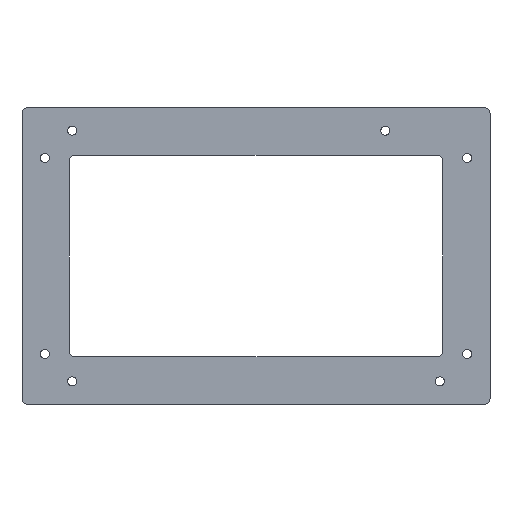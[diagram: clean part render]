
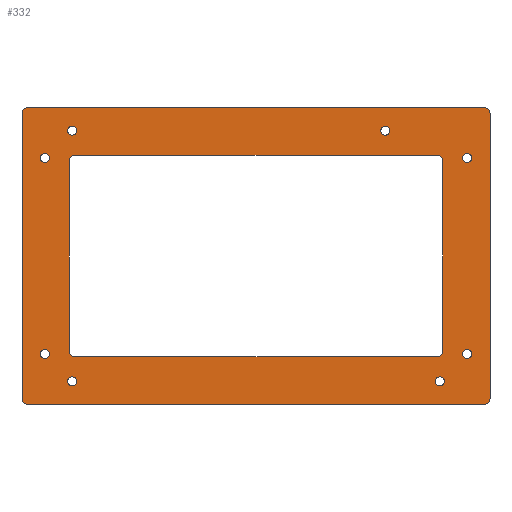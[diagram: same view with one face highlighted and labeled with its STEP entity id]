
A CAD part, front view. The second image highlights one B-rep face of the part: STEP entity #332.
In plain terms, the highlighted planar face has unit normal (0, -1, 0).
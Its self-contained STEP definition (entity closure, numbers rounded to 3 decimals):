
#24 = VERTEX_POINT('',#25);
#25 = CARTESIAN_POINT('',(-85.9,-4.,-52.4));
#31 = EDGE_CURVE('',#24,#32,#34,.T.);
#32 = VERTEX_POINT('',#33);
#33 = CARTESIAN_POINT('',(-85.9,-4.,52.4));
#34 = LINE('',#35,#36);
#35 = CARTESIAN_POINT('',(-85.9,-4.,-52.4));
#36 = VECTOR('',#37,1.);
#37 = DIRECTION('',(0.,0.,1.));
#62 = EDGE_CURVE('',#24,#63,#65,.T.);
#63 = VERTEX_POINT('',#64);
#64 = CARTESIAN_POINT('',(-83.9,-4.,-54.4));
#65 = CIRCLE('',#66,2.);
#66 = AXIS2_PLACEMENT_3D('',#67,#68,#69);
#67 = CARTESIAN_POINT('',(-83.9,-4.,-52.4));
#68 = DIRECTION('',(0.,-1.,0.));
#69 = DIRECTION('',(1.,0.,0.));
#97 = VERTEX_POINT('',#98);
#98 = CARTESIAN_POINT('',(-83.9,-4.,54.4));
#104 = EDGE_CURVE('',#97,#32,#105,.T.);
#105 = CIRCLE('',#106,2.);
#106 = AXIS2_PLACEMENT_3D('',#107,#108,#109);
#107 = CARTESIAN_POINT('',(-83.9,-4.,52.4));
#108 = DIRECTION('',(0.,-1.,0.));
#109 = DIRECTION('',(1.,0.,0.));
#332 = ADVANCED_FACE('',(#333,#378,#389,#400,#411,#422,#433,#444,#514,
    #525),#536,.F.);
#333 = FACE_BOUND('',#334,.F.);
#334 = EDGE_LOOP('',(#335,#336,#337,#345,#354,#362,#371,#377));
#335 = ORIENTED_EDGE('',*,*,#31,.T.);
#336 = ORIENTED_EDGE('',*,*,#104,.F.);
#337 = ORIENTED_EDGE('',*,*,#338,.T.);
#338 = EDGE_CURVE('',#97,#339,#341,.T.);
#339 = VERTEX_POINT('',#340);
#340 = CARTESIAN_POINT('',(83.9,-4.,54.4));
#341 = LINE('',#342,#343);
#342 = CARTESIAN_POINT('',(-83.9,-4.,54.4));
#343 = VECTOR('',#344,1.);
#344 = DIRECTION('',(1.,0.,0.));
#345 = ORIENTED_EDGE('',*,*,#346,.F.);
#346 = EDGE_CURVE('',#347,#339,#349,.T.);
#347 = VERTEX_POINT('',#348);
#348 = CARTESIAN_POINT('',(85.9,-4.,52.4));
#349 = CIRCLE('',#350,2.);
#350 = AXIS2_PLACEMENT_3D('',#351,#352,#353);
#351 = CARTESIAN_POINT('',(83.9,-4.,52.4));
#352 = DIRECTION('',(0.,-1.,0.));
#353 = DIRECTION('',(1.,0.,0.));
#354 = ORIENTED_EDGE('',*,*,#355,.T.);
#355 = EDGE_CURVE('',#347,#356,#358,.T.);
#356 = VERTEX_POINT('',#357);
#357 = CARTESIAN_POINT('',(85.9,-4.,-52.4));
#358 = LINE('',#359,#360);
#359 = CARTESIAN_POINT('',(85.9,-4.,52.4));
#360 = VECTOR('',#361,1.);
#361 = DIRECTION('',(0.,0.,-1.));
#362 = ORIENTED_EDGE('',*,*,#363,.F.);
#363 = EDGE_CURVE('',#364,#356,#366,.T.);
#364 = VERTEX_POINT('',#365);
#365 = CARTESIAN_POINT('',(83.9,-4.,-54.4));
#366 = CIRCLE('',#367,2.);
#367 = AXIS2_PLACEMENT_3D('',#368,#369,#370);
#368 = CARTESIAN_POINT('',(83.9,-4.,-52.4));
#369 = DIRECTION('',(0.,-1.,0.));
#370 = DIRECTION('',(1.,0.,0.));
#371 = ORIENTED_EDGE('',*,*,#372,.T.);
#372 = EDGE_CURVE('',#364,#63,#373,.T.);
#373 = LINE('',#374,#375);
#374 = CARTESIAN_POINT('',(83.9,-4.,-54.4));
#375 = VECTOR('',#376,1.);
#376 = DIRECTION('',(-1.,0.,0.));
#377 = ORIENTED_EDGE('',*,*,#62,.F.);
#378 = FACE_BOUND('',#379,.F.);
#379 = EDGE_LOOP('',(#380));
#380 = ORIENTED_EDGE('',*,*,#381,.T.);
#381 = EDGE_CURVE('',#382,#382,#384,.T.);
#382 = VERTEX_POINT('',#383);
#383 = CARTESIAN_POINT('',(-75.85,-4.,-36.));
#384 = CIRCLE('',#385,1.65);
#385 = AXIS2_PLACEMENT_3D('',#386,#387,#388);
#386 = CARTESIAN_POINT('',(-77.5,-4.,-36.));
#387 = DIRECTION('',(0.,-1.,0.));
#388 = DIRECTION('',(1.,0.,0.));
#389 = FACE_BOUND('',#390,.F.);
#390 = EDGE_LOOP('',(#391));
#391 = ORIENTED_EDGE('',*,*,#392,.T.);
#392 = EDGE_CURVE('',#393,#393,#395,.T.);
#393 = VERTEX_POINT('',#394);
#394 = CARTESIAN_POINT('',(-65.85,-4.,-46.));
#395 = CIRCLE('',#396,1.65);
#396 = AXIS2_PLACEMENT_3D('',#397,#398,#399);
#397 = CARTESIAN_POINT('',(-67.5,-4.,-46.));
#398 = DIRECTION('',(0.,-1.,0.));
#399 = DIRECTION('',(1.,0.,0.));
#400 = FACE_BOUND('',#401,.F.);
#401 = EDGE_LOOP('',(#402));
#402 = ORIENTED_EDGE('',*,*,#403,.T.);
#403 = EDGE_CURVE('',#404,#404,#406,.T.);
#404 = VERTEX_POINT('',#405);
#405 = CARTESIAN_POINT('',(-75.85,-4.,36.));
#406 = CIRCLE('',#407,1.65);
#407 = AXIS2_PLACEMENT_3D('',#408,#409,#410);
#408 = CARTESIAN_POINT('',(-77.5,-4.,36.));
#409 = DIRECTION('',(0.,-1.,0.));
#410 = DIRECTION('',(1.,0.,0.));
#411 = FACE_BOUND('',#412,.F.);
#412 = EDGE_LOOP('',(#413));
#413 = ORIENTED_EDGE('',*,*,#414,.T.);
#414 = EDGE_CURVE('',#415,#415,#417,.T.);
#415 = VERTEX_POINT('',#416);
#416 = CARTESIAN_POINT('',(-65.85,-4.,46.));
#417 = CIRCLE('',#418,1.65);
#418 = AXIS2_PLACEMENT_3D('',#419,#420,#421);
#419 = CARTESIAN_POINT('',(-67.5,-4.,46.));
#420 = DIRECTION('',(0.,-1.,0.));
#421 = DIRECTION('',(1.,0.,0.));
#422 = FACE_BOUND('',#423,.F.);
#423 = EDGE_LOOP('',(#424));
#424 = ORIENTED_EDGE('',*,*,#425,.T.);
#425 = EDGE_CURVE('',#426,#426,#428,.T.);
#426 = VERTEX_POINT('',#427);
#427 = CARTESIAN_POINT('',(69.15,-4.,-46.));
#428 = CIRCLE('',#429,1.65);
#429 = AXIS2_PLACEMENT_3D('',#430,#431,#432);
#430 = CARTESIAN_POINT('',(67.5,-4.,-46.));
#431 = DIRECTION('',(0.,-1.,0.));
#432 = DIRECTION('',(1.,0.,0.));
#433 = FACE_BOUND('',#434,.F.);
#434 = EDGE_LOOP('',(#435));
#435 = ORIENTED_EDGE('',*,*,#436,.T.);
#436 = EDGE_CURVE('',#437,#437,#439,.T.);
#437 = VERTEX_POINT('',#438);
#438 = CARTESIAN_POINT('',(79.15,-4.,-36.));
#439 = CIRCLE('',#440,1.65);
#440 = AXIS2_PLACEMENT_3D('',#441,#442,#443);
#441 = CARTESIAN_POINT('',(77.5,-4.,-36.));
#442 = DIRECTION('',(0.,-1.,0.));
#443 = DIRECTION('',(1.,0.,0.));
#444 = FACE_BOUND('',#445,.F.);
#445 = EDGE_LOOP('',(#446,#457,#465,#474,#482,#491,#499,#508));
#446 = ORIENTED_EDGE('',*,*,#447,.F.);
#447 = EDGE_CURVE('',#448,#450,#452,.T.);
#448 = VERTEX_POINT('',#449);
#449 = CARTESIAN_POINT('',(66.5,-4.,37.));
#450 = VERTEX_POINT('',#451);
#451 = CARTESIAN_POINT('',(68.5,-4.,35.));
#452 = CIRCLE('',#453,2.);
#453 = AXIS2_PLACEMENT_3D('',#454,#455,#456);
#454 = CARTESIAN_POINT('',(66.5,-4.,35.));
#455 = DIRECTION('',(-0.,1.,0.));
#456 = DIRECTION('',(1.,0.,0.));
#457 = ORIENTED_EDGE('',*,*,#458,.T.);
#458 = EDGE_CURVE('',#448,#459,#461,.T.);
#459 = VERTEX_POINT('',#460);
#460 = CARTESIAN_POINT('',(-66.5,-4.,37.));
#461 = LINE('',#462,#463);
#462 = CARTESIAN_POINT('',(33.113,-4.,37.));
#463 = VECTOR('',#464,1.);
#464 = DIRECTION('',(-1.,-0.,-0.));
#465 = ORIENTED_EDGE('',*,*,#466,.F.);
#466 = EDGE_CURVE('',#467,#459,#469,.T.);
#467 = VERTEX_POINT('',#468);
#468 = CARTESIAN_POINT('',(-68.5,-4.,35.));
#469 = CIRCLE('',#470,2.);
#470 = AXIS2_PLACEMENT_3D('',#471,#472,#473);
#471 = CARTESIAN_POINT('',(-66.5,-4.,35.));
#472 = DIRECTION('',(-0.,1.,0.));
#473 = DIRECTION('',(1.,0.,0.));
#474 = ORIENTED_EDGE('',*,*,#475,.T.);
#475 = EDGE_CURVE('',#467,#476,#478,.T.);
#476 = VERTEX_POINT('',#477);
#477 = CARTESIAN_POINT('',(-68.5,-4.,-35.));
#478 = LINE('',#479,#480);
#479 = CARTESIAN_POINT('',(-68.5,-4.,17.5));
#480 = VECTOR('',#481,1.);
#481 = DIRECTION('',(0.,0.,-1.));
#482 = ORIENTED_EDGE('',*,*,#483,.F.);
#483 = EDGE_CURVE('',#484,#476,#486,.T.);
#484 = VERTEX_POINT('',#485);
#485 = CARTESIAN_POINT('',(-66.5,-4.,-37.));
#486 = CIRCLE('',#487,2.);
#487 = AXIS2_PLACEMENT_3D('',#488,#489,#490);
#488 = CARTESIAN_POINT('',(-66.5,-4.,-35.));
#489 = DIRECTION('',(-0.,1.,0.));
#490 = DIRECTION('',(1.,0.,0.));
#491 = ORIENTED_EDGE('',*,*,#492,.T.);
#492 = EDGE_CURVE('',#484,#493,#495,.T.);
#493 = VERTEX_POINT('',#494);
#494 = CARTESIAN_POINT('',(66.5,-4.,-37.));
#495 = LINE('',#496,#497);
#496 = CARTESIAN_POINT('',(-33.387,-4.,-37.));
#497 = VECTOR('',#498,1.);
#498 = DIRECTION('',(1.,0.,0.));
#499 = ORIENTED_EDGE('',*,*,#500,.F.);
#500 = EDGE_CURVE('',#501,#493,#503,.T.);
#501 = VERTEX_POINT('',#502);
#502 = CARTESIAN_POINT('',(68.5,-4.,-35.));
#503 = CIRCLE('',#504,2.);
#504 = AXIS2_PLACEMENT_3D('',#505,#506,#507);
#505 = CARTESIAN_POINT('',(66.5,-4.,-35.));
#506 = DIRECTION('',(-0.,1.,0.));
#507 = DIRECTION('',(1.,0.,0.));
#508 = ORIENTED_EDGE('',*,*,#509,.T.);
#509 = EDGE_CURVE('',#501,#450,#510,.T.);
#510 = LINE('',#511,#512);
#511 = CARTESIAN_POINT('',(68.5,-4.,-17.5));
#512 = VECTOR('',#513,1.);
#513 = DIRECTION('',(0.,0.,1.));
#514 = FACE_BOUND('',#515,.F.);
#515 = EDGE_LOOP('',(#516));
#516 = ORIENTED_EDGE('',*,*,#517,.T.);
#517 = EDGE_CURVE('',#518,#518,#520,.T.);
#518 = VERTEX_POINT('',#519);
#519 = CARTESIAN_POINT('',(49.15,-4.,46.));
#520 = CIRCLE('',#521,1.65);
#521 = AXIS2_PLACEMENT_3D('',#522,#523,#524);
#522 = CARTESIAN_POINT('',(47.5,-4.,46.));
#523 = DIRECTION('',(0.,-1.,0.));
#524 = DIRECTION('',(1.,0.,0.));
#525 = FACE_BOUND('',#526,.F.);
#526 = EDGE_LOOP('',(#527));
#527 = ORIENTED_EDGE('',*,*,#528,.T.);
#528 = EDGE_CURVE('',#529,#529,#531,.T.);
#529 = VERTEX_POINT('',#530);
#530 = CARTESIAN_POINT('',(79.15,-4.,36.));
#531 = CIRCLE('',#532,1.65);
#532 = AXIS2_PLACEMENT_3D('',#533,#534,#535);
#533 = CARTESIAN_POINT('',(77.5,-4.,36.));
#534 = DIRECTION('',(0.,-1.,0.));
#535 = DIRECTION('',(1.,0.,0.));
#536 = PLANE('',#537);
#537 = AXIS2_PLACEMENT_3D('',#538,#539,#540);
#538 = CARTESIAN_POINT('',(-0.274,-4.,0.));
#539 = DIRECTION('',(0.,1.,0.));
#540 = DIRECTION('',(0.,0.,1.));
